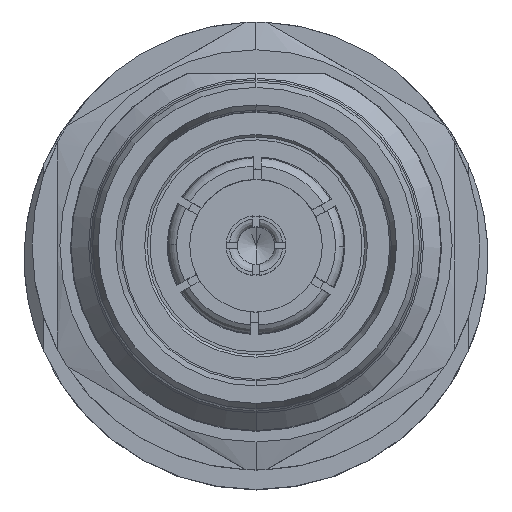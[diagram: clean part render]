
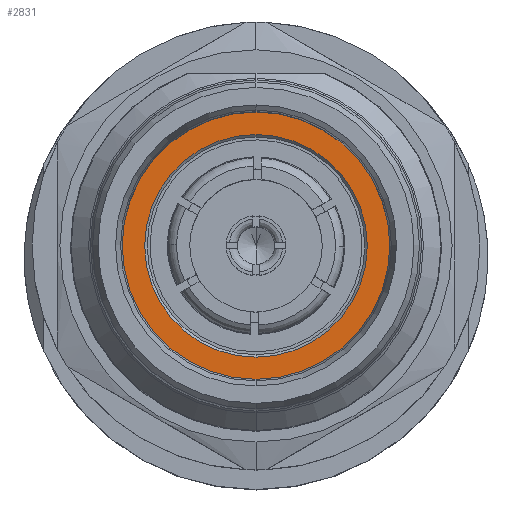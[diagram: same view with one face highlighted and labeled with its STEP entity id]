
A CAD part, top view. The second image highlights one B-rep face of the part: STEP entity #2831.
In plain terms, the highlighted face is planar.
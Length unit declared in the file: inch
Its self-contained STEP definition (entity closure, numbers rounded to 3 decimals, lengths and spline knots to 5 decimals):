
#789 = AXIS2_PLACEMENT_3D ( 'NONE', #3265, #5924, #5811 ) ;
#910 = FACE_BOUND ( 'NONE', #10938, .T. ) ;
#1060 = ORIENTED_EDGE ( 'NONE', *, *, #8782, .T. ) ;
#1281 = CIRCLE ( 'NONE', #9601, 0.16535 ) ;
#1610 = CIRCLE ( 'NONE', #2301, 0.19882 ) ;
#1644 = DIRECTION ( 'NONE',  ( 0., 0., -1. ) ) ;
#2130 = VERTEX_POINT ( 'NONE', #4401 ) ;
#2301 = AXIS2_PLACEMENT_3D ( 'NONE', #5889, #7505, #5719 ) ;
#2831 = ADVANCED_FACE ( 'NONE', ( #910, #8540 ), #4319, .T. ) ;
#3265 = CARTESIAN_POINT ( 'NONE',  ( 0.35433, 0.19882, 0. ) ) ;
#3285 = CARTESIAN_POINT ( 'NONE',  ( 0.35433, 0., 0. ) ) ;
#3369 = EDGE_LOOP ( 'NONE', ( #9296, #8753 ) ) ;
#4024 = VERTEX_POINT ( 'NONE', #9502 ) ;
#4319 = PLANE ( 'NONE',  #789 ) ;
#4401 = CARTESIAN_POINT ( 'NONE',  ( 0.35433, 0., -0.19882 ) ) ;
#5657 = DIRECTION ( 'NONE',  ( 1., 0., 0. ) ) ;
#5719 = DIRECTION ( 'NONE',  ( 0., 0., -1. ) ) ;
#5811 = DIRECTION ( 'NONE',  ( 0., 0., 1. ) ) ;
#5889 = CARTESIAN_POINT ( 'NONE',  ( 0.35433, 0., 0. ) ) ;
#5924 = DIRECTION ( 'NONE',  ( -1., 0., 0. ) ) ;
#6047 = DIRECTION ( 'NONE',  ( 1., 0., 0. ) ) ;
#6212 = CIRCLE ( 'NONE', #8876, 0.19882 ) ;
#6760 = VERTEX_POINT ( 'NONE', #7120 ) ;
#7120 = CARTESIAN_POINT ( 'NONE',  ( 0.35433, 0., 0.19882 ) ) ;
#7251 = CIRCLE ( 'NONE', #8138, 0.16535 ) ;
#7388 = CARTESIAN_POINT ( 'NONE',  ( 0.35433, 0., 0. ) ) ;
#7505 = DIRECTION ( 'NONE',  ( 1., 0., 0. ) ) ;
#8138 = AXIS2_PLACEMENT_3D ( 'NONE', #9048, #9948, #10947 ) ;
#8393 = EDGE_CURVE ( 'NONE', #2130, #6760, #1610, .T. ) ;
#8540 = FACE_OUTER_BOUND ( 'NONE', #3369, .T. ) ;
#8753 = ORIENTED_EDGE ( 'NONE', *, *, #9870, .F. ) ;
#8782 = EDGE_CURVE ( 'NONE', #4024, #9792, #7251, .T. ) ;
#8876 = AXIS2_PLACEMENT_3D ( 'NONE', #3285, #6047, #1644 ) ;
#9048 = CARTESIAN_POINT ( 'NONE',  ( 0.35433, 0., 0. ) ) ;
#9296 = ORIENTED_EDGE ( 'NONE', *, *, #8393, .F. ) ;
#9502 = CARTESIAN_POINT ( 'NONE',  ( 0.35433, 0., 0.16535 ) ) ;
#9601 = AXIS2_PLACEMENT_3D ( 'NONE', #7388, #5657, #9845 ) ;
#9603 = ORIENTED_EDGE ( 'NONE', *, *, #9731, .T. ) ;
#9731 = EDGE_CURVE ( 'NONE', #9792, #4024, #1281, .T. ) ;
#9792 = VERTEX_POINT ( 'NONE', #10241 ) ;
#9845 = DIRECTION ( 'NONE',  ( 0., 0., 1. ) ) ;
#9870 = EDGE_CURVE ( 'NONE', #6760, #2130, #6212, .T. ) ;
#9948 = DIRECTION ( 'NONE',  ( 1., 0., 0. ) ) ;
#10241 = CARTESIAN_POINT ( 'NONE',  ( 0.35433, 0., -0.16535 ) ) ;
#10938 = EDGE_LOOP ( 'NONE', ( #1060, #9603 ) ) ;
#10947 = DIRECTION ( 'NONE',  ( 0., 0., 1. ) ) ;
